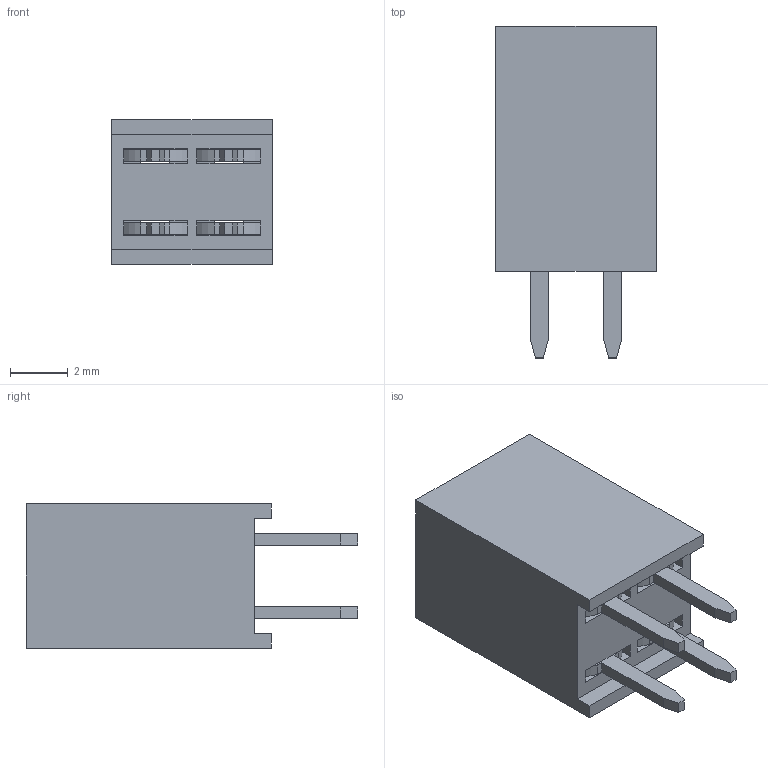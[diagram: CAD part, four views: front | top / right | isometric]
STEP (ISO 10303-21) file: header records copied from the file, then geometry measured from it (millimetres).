
FILE_DESCRIPTION (( 'STEP AP214' ), '1' );
FILE_NAME ('4BDBD2A0-5ED4-413B-B4FC-DAF78B9AAAD7.STEP', '2025-05-29T09:45:12', ( '' ), ( '' ), 'SwSTEP 2.0', 'SolidWorks 2022', '' );
FILE_SCHEMA (( 'AUTOMOTIVE_DESIGN' ));
Length unit declared in the file: millimetre
Products named in the file (1): 4BDBD2A0-5ED4-413B-B4FC-DAF78B9AAAD7
Bounding box: 5.58 x 11.5 x 5 mm (x, y, z)
Volume: 198.2 mm3; surface area: 548.4 mm2
Topology: 5 solids, 5 shells, 166 faces, 452 edges, 296 vertices
Faces by surface type: plane 126, cylinder 40
Entity records: 6132 total; most frequent: CARTESIAN_POINT 915, ORIENTED_EDGE 904, DIRECTION 866, EDGE_CURVE 452, VECTOR 372, LINE 372, VERTEX_POINT 296, AXIS2_PLACEMENT_3D 247
